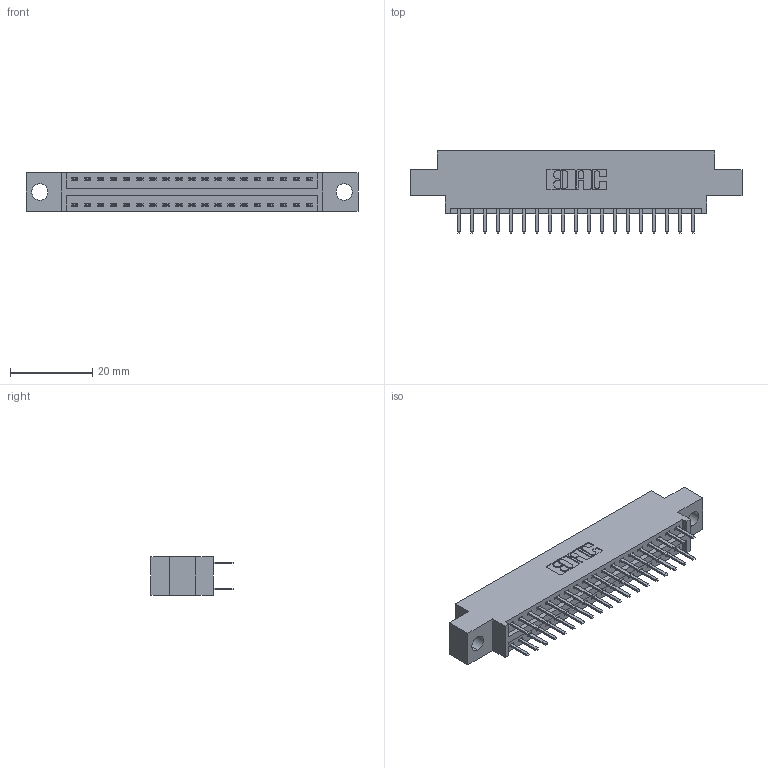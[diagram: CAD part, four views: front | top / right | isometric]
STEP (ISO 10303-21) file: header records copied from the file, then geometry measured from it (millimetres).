
FILE_DESCRIPTION (( 'STEP AP203' ), '1' );
FILE_NAME ('346-038-520-804.STEP', '2022-05-19T23:03:05', ( '' ), ( '' ), 'SwSTEP 2.0', 'SolidWorks 2020', '' );
FILE_SCHEMA (( 'CONFIG_CONTROL_DESIGN' ));
Length unit declared in the file: inch
Products named in the file (3): 346 Part_0.170 Offset - 0.156 Dia-TH; 346-038-520-804; 345-292-001_345-293-120
Assembly tree (39 placements, depth 2):
  346-038-520-804
    346 Part_0.170 Offset - 0.156 Dia-TH
    345-292-001_345-293-120  x38
Bounding box: 80.9 x 20.02 x 9.4 mm (x, y, z)
Volume: 7432.8 mm3; surface area: 9843.7 mm2
Topology: 39 solids, 39 shells, 2268 faces, 6571 edges, 4278 vertices
Faces by surface type: plane 1500, cylinder 768
Entity records: 16161 total; most frequent: CARTESIAN_POINT 2714, ORIENTED_EDGE 2634, DIRECTION 2429, EDGE_CURVE 1317, VECTOR 1105, LINE 1105, VERTEX_POINT 874, AXIS2_PLACEMENT_3D 662
